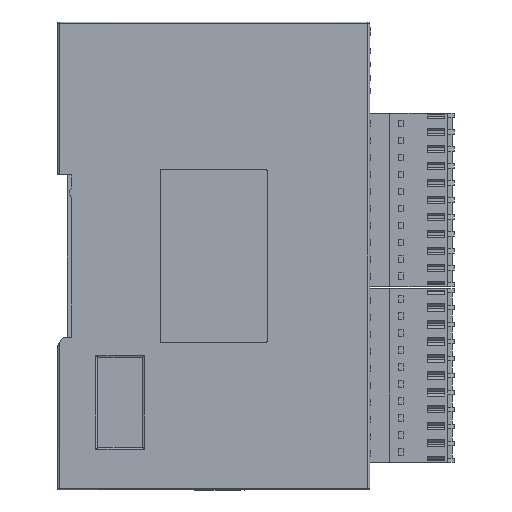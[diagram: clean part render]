
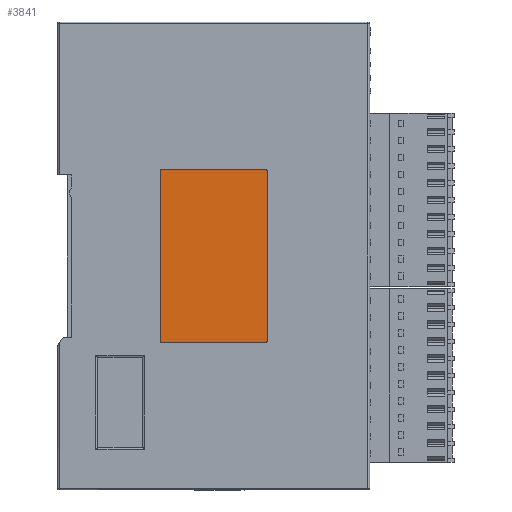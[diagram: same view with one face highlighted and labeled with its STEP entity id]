
A CAD part, left-side view. The second image highlights one B-rep face of the part: STEP entity #3841.
In plain terms, the highlighted planar face has unit normal (-1, 0, 0).
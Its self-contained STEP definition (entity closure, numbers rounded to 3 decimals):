
#248=(
BOUNDED_CURVE()
B_SPLINE_CURVE(2,(#96283,#96284,#96285),.UNSPECIFIED.,.F.,.F.)
B_SPLINE_CURVE_WITH_KNOTS((3,3),(-0.785,0.),.UNSPECIFIED.)
CURVE()
GEOMETRIC_REPRESENTATION_ITEM()
RATIONAL_B_SPLINE_CURVE((1.,0.707,1.))
REPRESENTATION_ITEM('')
);
#250=(
BOUNDED_CURVE()
B_SPLINE_CURVE(2,(#96299,#96300,#96301),.UNSPECIFIED.,.F.,.F.)
B_SPLINE_CURVE_WITH_KNOTS((3,3),(-0.785,0.),.UNSPECIFIED.)
CURVE()
GEOMETRIC_REPRESENTATION_ITEM()
RATIONAL_B_SPLINE_CURVE((1.,0.707,1.))
REPRESENTATION_ITEM('')
);
#252=(
BOUNDED_CURVE()
B_SPLINE_CURVE(2,(#96319,#96320,#96321),.UNSPECIFIED.,.F.,.F.)
B_SPLINE_CURVE_WITH_KNOTS((3,3),(-0.785,0.),.UNSPECIFIED.)
CURVE()
GEOMETRIC_REPRESENTATION_ITEM()
RATIONAL_B_SPLINE_CURVE((1.,0.707,1.))
REPRESENTATION_ITEM('')
);
#254=(
BOUNDED_CURVE()
B_SPLINE_CURVE(2,(#96333,#96334,#96335),.UNSPECIFIED.,.F.,.F.)
B_SPLINE_CURVE_WITH_KNOTS((3,3),(-0.785,0.),.UNSPECIFIED.)
CURVE()
GEOMETRIC_REPRESENTATION_ITEM()
RATIONAL_B_SPLINE_CURVE((1.,0.707,1.))
REPRESENTATION_ITEM('')
);
#3841=ADVANCED_FACE('',(#6897),#50214,.T.);
#6897=FACE_OUTER_BOUND('',#10144,.T.);
#10144=EDGE_LOOP('',(#25852,#25853,#25854,#25855,#25856,#25857,#25858,#25859));
#25852=ORIENTED_EDGE('',*,*,#33369,.T.);
#25853=ORIENTED_EDGE('',*,*,#33357,.F.);
#25854=ORIENTED_EDGE('',*,*,#33347,.T.);
#25855=ORIENTED_EDGE('',*,*,#33351,.F.);
#25856=ORIENTED_EDGE('',*,*,#33354,.T.);
#25857=ORIENTED_EDGE('',*,*,#33360,.F.);
#25858=ORIENTED_EDGE('',*,*,#33363,.T.);
#25859=ORIENTED_EDGE('',*,*,#33366,.F.);
#33347=EDGE_CURVE('',#46795,#46796,#248,.T.);
#33351=EDGE_CURVE('',#46799,#46796,#41159,.T.);
#33354=EDGE_CURVE('',#46799,#46801,#250,.T.);
#33357=EDGE_CURVE('',#46795,#46803,#41163,.T.);
#33360=EDGE_CURVE('',#46805,#46801,#41166,.T.);
#33363=EDGE_CURVE('',#46805,#46807,#252,.T.);
#33366=EDGE_CURVE('',#46809,#46807,#41170,.T.);
#33369=EDGE_CURVE('',#46809,#46803,#254,.T.);
#41159=B_SPLINE_CURVE_WITH_KNOTS('',1,(#96293,#96294),.UNSPECIFIED.,.F.,
 .F.,(2,2),(0.,23.),.UNSPECIFIED.);
#41163=B_SPLINE_CURVE_WITH_KNOTS('',1,(#96307,#96308),.UNSPECIFIED.,.F.,
 .F.,(2,2),(0.,38.),.UNSPECIFIED.);
#41166=B_SPLINE_CURVE_WITH_KNOTS('',1,(#96313,#96314),.UNSPECIFIED.,.F.,
 .F.,(2,2),(0.,38.),.UNSPECIFIED.);
#41170=B_SPLINE_CURVE_WITH_KNOTS('',1,(#96327,#96328),.UNSPECIFIED.,.F.,
 .F.,(2,2),(0.,23.),.UNSPECIFIED.);
#46795=VERTEX_POINT('',#89363);
#46796=VERTEX_POINT('',#89364);
#46799=VERTEX_POINT('',#89367);
#46801=VERTEX_POINT('',#89369);
#46803=VERTEX_POINT('',#89371);
#46805=VERTEX_POINT('',#89373);
#46807=VERTEX_POINT('',#89375);
#46809=VERTEX_POINT('',#89377);
#50214=PLANE('',#52681);
#52681=AXIS2_PLACEMENT_3D('',#87347,#55063,$);
#55063=DIRECTION('',(-1.,0.,0.));
#87347=CARTESIAN_POINT('',(-345.703,-100.889,260.107));
#89363=CARTESIAN_POINT('',(-345.703,-97.88,255.098));
#89364=CARTESIAN_POINT('',(-345.703,-97.38,255.598));
#89367=CARTESIAN_POINT('',(-345.703,-74.38,255.598));
#89369=CARTESIAN_POINT('',(-345.703,-73.88,255.098));
#89371=CARTESIAN_POINT('',(-345.703,-97.88,217.098));
#89373=CARTESIAN_POINT('',(-345.703,-73.88,217.098));
#89375=CARTESIAN_POINT('',(-345.703,-74.38,216.598));
#89377=CARTESIAN_POINT('',(-345.703,-97.38,216.598));
#96283=CARTESIAN_POINT('',(-345.703,-97.88,255.098));
#96284=CARTESIAN_POINT('',(-345.703,-97.88,255.598));
#96285=CARTESIAN_POINT('',(-345.703,-97.38,255.598));
#96293=CARTESIAN_POINT('',(-345.703,-74.38,255.598));
#96294=CARTESIAN_POINT('',(-345.703,-97.38,255.598));
#96299=CARTESIAN_POINT('',(-345.703,-74.38,255.598));
#96300=CARTESIAN_POINT('',(-345.703,-73.88,255.598));
#96301=CARTESIAN_POINT('',(-345.703,-73.88,255.098));
#96307=CARTESIAN_POINT('',(-345.703,-97.88,255.098));
#96308=CARTESIAN_POINT('',(-345.703,-97.88,217.098));
#96313=CARTESIAN_POINT('',(-345.703,-73.88,217.098));
#96314=CARTESIAN_POINT('',(-345.703,-73.88,255.098));
#96319=CARTESIAN_POINT('',(-345.703,-73.88,217.098));
#96320=CARTESIAN_POINT('',(-345.703,-73.88,216.598));
#96321=CARTESIAN_POINT('',(-345.703,-74.38,216.598));
#96327=CARTESIAN_POINT('',(-345.703,-97.38,216.598));
#96328=CARTESIAN_POINT('',(-345.703,-74.38,216.598));
#96333=CARTESIAN_POINT('',(-345.703,-97.38,216.598));
#96334=CARTESIAN_POINT('',(-345.703,-97.88,216.598));
#96335=CARTESIAN_POINT('',(-345.703,-97.88,217.098));
